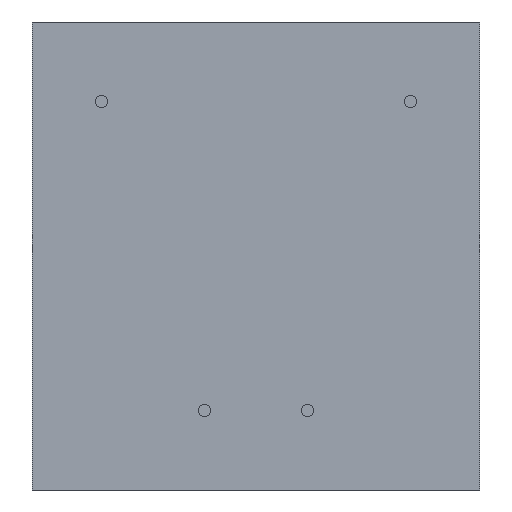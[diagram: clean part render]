
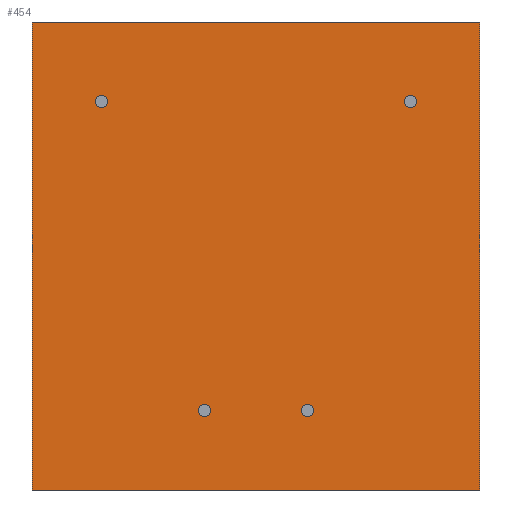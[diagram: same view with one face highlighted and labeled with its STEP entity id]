
A CAD part, front view. The second image highlights one B-rep face of the part: STEP entity #454.
In plain terms, the highlighted planar face has unit normal (0, -1, 0).
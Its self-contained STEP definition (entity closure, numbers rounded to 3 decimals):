
#1 = CARTESIAN_POINT ( 'NONE',  ( 2.8, 0., -7.5 ) ) ;
#16 = CARTESIAN_POINT ( 'NONE',  ( 10.85, 0., 11.35 ) ) ;
#23 = ORIENTED_EDGE ( 'NONE', *, *, #397, .T. ) ;
#31 = EDGE_CURVE ( 'NONE', #501, #275, #570, .T. ) ;
#39 = VERTEX_POINT ( 'NONE', #16 ) ;
#57 = AXIS2_PLACEMENT_3D ( 'NONE', #265, #126, #73 ) ;
#60 = DIRECTION ( 'NONE',  ( 1., 0., 0. ) ) ;
#68 = DIRECTION ( 'NONE',  ( 1., 0., 0. ) ) ;
#71 = EDGE_LOOP ( 'NONE', ( #353, #458 ) ) ;
#73 = DIRECTION ( 'NONE',  ( -1., 0., 0. ) ) ;
#74 = AXIS2_PLACEMENT_3D ( 'NONE', #565, #354, #60 ) ;
#81 = CARTESIAN_POINT ( 'NONE',  ( 7.2, 0., 7.5 ) ) ;
#83 = CIRCLE ( 'NONE', #286, 0.3 ) ;
#87 = CARTESIAN_POINT ( 'NONE',  ( 7.8, 0., 7.5 ) ) ;
#92 = CARTESIAN_POINT ( 'NONE',  ( -7.5, 0., 7.5 ) ) ;
#95 = ORIENTED_EDGE ( 'NONE', *, *, #461, .T. ) ;
#97 = EDGE_CURVE ( 'NONE', #39, #401, #393, .T. ) ;
#99 = VERTEX_POINT ( 'NONE', #87 ) ;
#105 = VERTEX_POINT ( 'NONE', #81 ) ;
#107 = DIRECTION ( 'NONE',  ( 1., 0., 0. ) ) ;
#117 = DIRECTION ( 'NONE',  ( 0., 1., 0. ) ) ;
#119 = LINE ( 'NONE', #507, #336 ) ;
#126 = DIRECTION ( 'NONE',  ( 0., 1., 0. ) ) ;
#132 = ORIENTED_EDGE ( 'NONE', *, *, #542, .T. ) ;
#134 = LINE ( 'NONE', #250, #596 ) ;
#150 = CIRCLE ( 'NONE', #57, 0.3 ) ;
#159 = CARTESIAN_POINT ( 'NONE',  ( -2.2, 0., -7.5 ) ) ;
#163 = DIRECTION ( 'NONE',  ( 0., 1., 0. ) ) ;
#164 = EDGE_CURVE ( 'NONE', #385, #406, #272, .T. ) ;
#166 = FACE_BOUND ( 'NONE', #619, .T. ) ;
#183 = CARTESIAN_POINT ( 'NONE',  ( 2.2, 0., -7.5 ) ) ;
#184 = EDGE_LOOP ( 'NONE', ( #95, #23 ) ) ;
#185 = DIRECTION ( 'NONE',  ( -1., 0., 0. ) ) ;
#200 = DIRECTION ( 'NONE',  ( 0., 0., 1. ) ) ;
#208 = CARTESIAN_POINT ( 'NONE',  ( -2.5, 0., -7.5 ) ) ;
#212 = DIRECTION ( 'NONE',  ( 0., 0., -1. ) ) ;
#219 = VECTOR ( 'NONE', #383, 1000. ) ;
#227 = VERTEX_POINT ( 'NONE', #183 ) ;
#245 = CARTESIAN_POINT ( 'NONE',  ( -10.85, 0., -11.35 ) ) ;
#250 = CARTESIAN_POINT ( 'NONE',  ( -5.425, 0., -11.35 ) ) ;
#258 = DIRECTION ( 'NONE',  ( 0., 1., 0. ) ) ;
#262 = CIRCLE ( 'NONE', #518, 0.3 ) ;
#265 = CARTESIAN_POINT ( 'NONE',  ( -7.5, 0., 7.5 ) ) ;
#272 = CIRCLE ( 'NONE', #595, 0.3 ) ;
#275 = VERTEX_POINT ( 'NONE', #495 ) ;
#279 = CIRCLE ( 'NONE', #435, 0.3 ) ;
#286 = AXIS2_PLACEMENT_3D ( 'NONE', #607, #603, #293 ) ;
#290 = ORIENTED_EDGE ( 'NONE', *, *, #587, .T. ) ;
#293 = DIRECTION ( 'NONE',  ( 1., 0., 0. ) ) ;
#295 = PLANE ( 'NONE',  #74 ) ;
#299 = CARTESIAN_POINT ( 'NONE',  ( -7.2, 0., 7.5 ) ) ;
#300 = CARTESIAN_POINT ( 'NONE',  ( -10.85, 0., 11.35 ) ) ;
#301 = VERTEX_POINT ( 'NONE', #494 ) ;
#304 = CIRCLE ( 'NONE', #592, 0.3 ) ;
#308 = VERTEX_POINT ( 'NONE', #1 ) ;
#309 = CARTESIAN_POINT ( 'NONE',  ( -2.5, 0., -7.5 ) ) ;
#330 = CARTESIAN_POINT ( 'NONE',  ( -5.425, 0., 11.35 ) ) ;
#336 = VECTOR ( 'NONE', #200, 1000. ) ;
#342 = DIRECTION ( 'NONE',  ( 0., 1., 0. ) ) ;
#352 = CARTESIAN_POINT ( 'NONE',  ( -7.8, 0., 7.5 ) ) ;
#353 = ORIENTED_EDGE ( 'NONE', *, *, #611, .T. ) ;
#354 = DIRECTION ( 'NONE',  ( 0., -1., 0. ) ) ;
#356 = CARTESIAN_POINT ( 'NONE',  ( 2.5, 0., -7.5 ) ) ;
#360 = EDGE_CURVE ( 'NONE', #301, #39, #119, .T. ) ;
#362 = ORIENTED_EDGE ( 'NONE', *, *, #360, .T. ) ;
#363 = EDGE_LOOP ( 'NONE', ( #132, #590, #362, #580 ) ) ;
#373 = CARTESIAN_POINT ( 'NONE',  ( 7.5, 0., 7.5 ) ) ;
#379 = CIRCLE ( 'NONE', #485, 0.3 ) ;
#380 = EDGE_LOOP ( 'NONE', ( #290, #599 ) ) ;
#383 = DIRECTION ( 'NONE',  ( -1., 0., 0. ) ) ;
#385 = VERTEX_POINT ( 'NONE', #299 ) ;
#393 = LINE ( 'NONE', #330, #219 ) ;
#396 = VERTEX_POINT ( 'NONE', #245 ) ;
#397 = EDGE_CURVE ( 'NONE', #308, #227, #379, .T. ) ;
#400 = CARTESIAN_POINT ( 'NONE',  ( 2.5, 0., -7.5 ) ) ;
#401 = VERTEX_POINT ( 'NONE', #300 ) ;
#403 = DIRECTION ( 'NONE',  ( 0., 1., 0. ) ) ;
#404 = DIRECTION ( 'NONE',  ( -1., 0., 0. ) ) ;
#406 = VERTEX_POINT ( 'NONE', #352 ) ;
#420 = EDGE_CURVE ( 'NONE', #105, #99, #83, .T. ) ;
#428 = AXIS2_PLACEMENT_3D ( 'NONE', #208, #258, #68 ) ;
#435 = AXIS2_PLACEMENT_3D ( 'NONE', #309, #163, #107 ) ;
#443 = DIRECTION ( 'NONE',  ( -1., 0., 0. ) ) ;
#454 = ADVANCED_FACE ( 'NONE', ( #605, #645, #489, #166, #466 ), #295, .T. ) ;
#458 = ORIENTED_EDGE ( 'NONE', *, *, #420, .T. ) ;
#461 = EDGE_CURVE ( 'NONE', #227, #308, #262, .T. ) ;
#466 = FACE_OUTER_BOUND ( 'NONE', #363, .T. ) ;
#470 = ORIENTED_EDGE ( 'NONE', *, *, #31, .T. ) ;
#485 = AXIS2_PLACEMENT_3D ( 'NONE', #400, #342, #443 ) ;
#489 = FACE_BOUND ( 'NONE', #71, .T. ) ;
#490 = EDGE_CURVE ( 'NONE', #396, #301, #134, .T. ) ;
#494 = CARTESIAN_POINT ( 'NONE',  ( 10.85, 0., -11.35 ) ) ;
#495 = CARTESIAN_POINT ( 'NONE',  ( -2.8, 0., -7.5 ) ) ;
#501 = VERTEX_POINT ( 'NONE', #159 ) ;
#507 = CARTESIAN_POINT ( 'NONE',  ( 10.85, 0., 0. ) ) ;
#517 = CARTESIAN_POINT ( 'NONE',  ( -10.85, 0., 0. ) ) ;
#518 = AXIS2_PLACEMENT_3D ( 'NONE', #356, #403, #404 ) ;
#526 = DIRECTION ( 'NONE',  ( 1., 0., 0. ) ) ;
#541 = DIRECTION ( 'NONE',  ( 0., 1., 0. ) ) ;
#542 = EDGE_CURVE ( 'NONE', #401, #396, #567, .T. ) ;
#544 = EDGE_CURVE ( 'NONE', #275, #501, #279, .T. ) ;
#565 = CARTESIAN_POINT ( 'NONE',  ( -5.425, 0., 0. ) ) ;
#567 = LINE ( 'NONE', #517, #637 ) ;
#569 = ORIENTED_EDGE ( 'NONE', *, *, #544, .T. ) ;
#570 = CIRCLE ( 'NONE', #428, 0.3 ) ;
#580 = ORIENTED_EDGE ( 'NONE', *, *, #97, .T. ) ;
#587 = EDGE_CURVE ( 'NONE', #406, #385, #150, .T. ) ;
#590 = ORIENTED_EDGE ( 'NONE', *, *, #490, .T. ) ;
#592 = AXIS2_PLACEMENT_3D ( 'NONE', #373, #117, #526 ) ;
#595 = AXIS2_PLACEMENT_3D ( 'NONE', #92, #541, #185 ) ;
#596 = VECTOR ( 'NONE', #620, 1000. ) ;
#599 = ORIENTED_EDGE ( 'NONE', *, *, #164, .T. ) ;
#603 = DIRECTION ( 'NONE',  ( 0., 1., 0. ) ) ;
#605 = FACE_BOUND ( 'NONE', #380, .T. ) ;
#607 = CARTESIAN_POINT ( 'NONE',  ( 7.5, 0., 7.5 ) ) ;
#611 = EDGE_CURVE ( 'NONE', #99, #105, #304, .T. ) ;
#619 = EDGE_LOOP ( 'NONE', ( #470, #569 ) ) ;
#620 = DIRECTION ( 'NONE',  ( 1., 0., 0. ) ) ;
#637 = VECTOR ( 'NONE', #212, 1000. ) ;
#645 = FACE_BOUND ( 'NONE', #184, .T. ) ;
